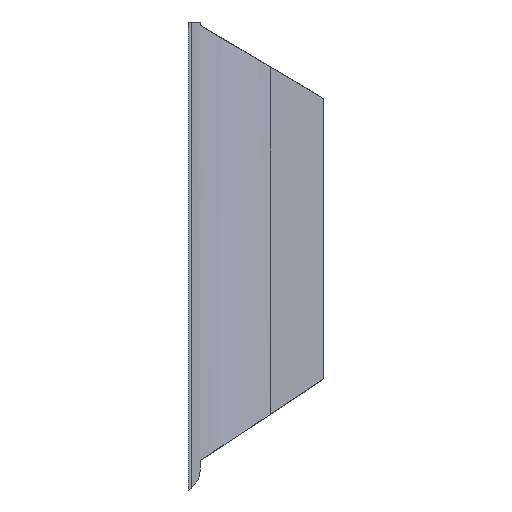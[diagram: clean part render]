
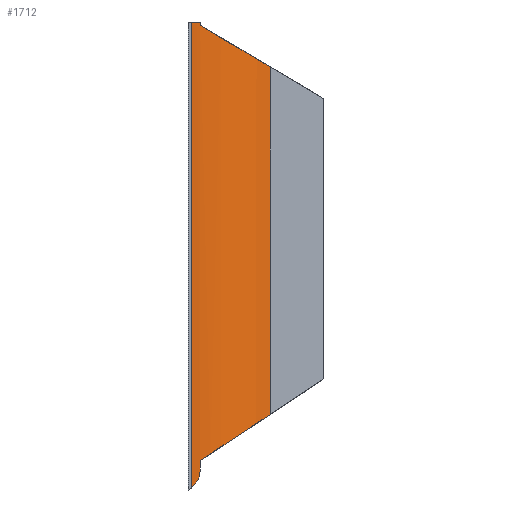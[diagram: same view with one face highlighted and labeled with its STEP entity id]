
A CAD part, left-side view. The second image highlights one B-rep face of the part: STEP entity #1712.
In plain terms, the highlighted cylindrical face has radius 10 mm (diameter 20 mm), a partial arc.
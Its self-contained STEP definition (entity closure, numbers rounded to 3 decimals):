
#26 = VERTEX_POINT ( 'NONE', #469 ) ;
#45 = CARTESIAN_POINT ( 'NONE',  ( -84.949, -40.804, 0.992 ) ) ;
#65 = DIRECTION ( 'NONE',  ( -1., 0., 0. ) ) ;
#84 = DIRECTION ( 'NONE',  ( 0., 0., -1. ) ) ;
#92 = VERTEX_POINT ( 'NONE', #356 ) ;
#141 = CARTESIAN_POINT ( 'NONE',  ( -87.845, -34.546, -34.154 ) ) ;
#156 =( BOUNDED_CURVE ( )  B_SPLINE_CURVE ( 3, ( #1518, #1834, #867, #1576 ),
 .UNSPECIFIED., .F., .F. ) 
 B_SPLINE_CURVE_WITH_KNOTS ( ( 4, 4 ),
 ( 4.794, 5.498 ),
 .UNSPECIFIED. ) 
 CURVE ( )  GEOMETRIC_REPRESENTATION_ITEM ( )  RATIONAL_B_SPLINE_CURVE ( ( 1., 0.959, 0.959, 1. ) ) 
 REPRESENTATION_ITEM ( '' )  );
#224 = EDGE_CURVE ( 'NONE', #2092, #424, #575, .T. ) ;
#242 = CARTESIAN_POINT ( 'NONE',  ( -87.852, -34.471, -35.625 ) ) ;
#254 = CARTESIAN_POINT ( 'NONE',  ( -87.878, -33.733, -36.61 ) ) ;
#285 = CARTESIAN_POINT ( 'NONE',  ( -87.875, -33.973, -36.41 ) ) ;
#330 = CARTESIAN_POINT ( 'NONE',  ( -87.845, -34.546, -35. ) ) ;
#334 = EDGE_CURVE ( 'NONE', #424, #674, #156, .T. ) ;
#338 = DIRECTION ( 'NONE',  ( 0., 0., -1. ) ) ;
#356 = CARTESIAN_POINT ( 'NONE',  ( -87.845, -34.546, -34.154 ) ) ;
#360 = VERTEX_POINT ( 'NONE', #254 ) ;
#424 = VERTEX_POINT ( 'NONE', #953 ) ;
#457 = ORIENTED_EDGE ( 'NONE', *, *, #1577, .F. ) ;
#469 = CARTESIAN_POINT ( 'NONE',  ( -84.949, -40.804, -30.021 ) ) ;
#568 = ORIENTED_EDGE ( 'NONE', *, *, #1107, .F. ) ;
#575 = LINE ( 'NONE', #1278, #1963 ) ;
#588 = EDGE_CURVE ( 'NONE', #92, #1092, #1425, .T. ) ;
#592 = EDGE_CURVE ( 'NONE', #2206, #2092, #1883, .T. ) ;
#621 = CARTESIAN_POINT ( 'NONE',  ( -87.864, -34.261, -36.041 ) ) ;
#674 = VERTEX_POINT ( 'NONE', #45 ) ;
#681 = CARTESIAN_POINT ( 'NONE',  ( -84.949, -40.804, -30.021 ) ) ;
#695 = CARTESIAN_POINT ( 'NONE',  ( -84.949, -40.804, 163.809 ) ) ;
#745 = DIRECTION ( 'NONE',  ( 0., 0., 1. ) ) ;
#776 = CARTESIAN_POINT ( 'NONE',  ( -87.878, -33.86, -36.516 ) ) ;
#802 = CYLINDRICAL_SURFACE ( 'NONE', #1127, 10. ) ;
#828 = CARTESIAN_POINT ( 'NONE',  ( -87.845, -34.546, -35. ) ) ;
#857 =( BOUNDED_CURVE ( )  B_SPLINE_CURVE ( 3, ( #681, #1226, #868, #141 ),
 .UNSPECIFIED., .F., .F. ) 
 B_SPLINE_CURVE_WITH_KNOTS ( ( 4, 4 ),
 ( 3.927, 4.631 ),
 .UNSPECIFIED. ) 
 CURVE ( )  GEOMETRIC_REPRESENTATION_ITEM ( )  RATIONAL_B_SPLINE_CURVE ( ( 1., 0.959, 0.959, 1. ) ) 
 REPRESENTATION_ITEM ( '' )  );
#867 = CARTESIAN_POINT ( 'NONE',  ( -86.643, -39.109, 1.996 ) ) ;
#868 = CARTESIAN_POINT ( 'NONE',  ( -87.65, -36.935, -32.577 ) ) ;
#878 = CARTESIAN_POINT ( 'NONE',  ( -87.845, -34.546, -34.154 ) ) ;
#953 = CARTESIAN_POINT ( 'NONE',  ( -87.845, -34.546, 4.701 ) ) ;
#958 = DIRECTION ( 'NONE',  ( 0., 0., -1. ) ) ;
#1018 = CARTESIAN_POINT ( 'NONE',  ( -87.845, -34.546, 5. ) ) ;
#1037 = CARTESIAN_POINT ( 'NONE',  ( -77.878, -33.733, 5. ) ) ;
#1049 = CARTESIAN_POINT ( 'NONE',  ( -87.878, -33.733, 163.809 ) ) ;
#1092 = VERTEX_POINT ( 'NONE', #330 ) ;
#1107 = EDGE_CURVE ( 'NONE', #26, #92, #857, .T. ) ;
#1127 = AXIS2_PLACEMENT_3D ( 'NONE', #2157, #958, #65 ) ;
#1202 = EDGE_CURVE ( 'NONE', #360, #1092, #1956, .T. ) ;
#1226 = CARTESIAN_POINT ( 'NONE',  ( -86.643, -39.109, -31.14 ) ) ;
#1241 = VECTOR ( 'NONE', #338, 1000. ) ;
#1244 = DIRECTION ( 'NONE',  ( 1., 0., 0. ) ) ;
#1278 = CARTESIAN_POINT ( 'NONE',  ( -87.845, -34.546, 5. ) ) ;
#1425 = LINE ( 'NONE', #878, #1241 ) ;
#1426 = ORIENTED_EDGE ( 'NONE', *, *, #592, .F. ) ;
#1494 = VECTOR ( 'NONE', #745, 1000. ) ;
#1508 = CARTESIAN_POINT ( 'NONE',  ( -87.878, -33.733, -36.61 ) ) ;
#1518 = CARTESIAN_POINT ( 'NONE',  ( -87.845, -34.546, 4.701 ) ) ;
#1541 = DIRECTION ( 'NONE',  ( 0., 0., -1. ) ) ;
#1576 = CARTESIAN_POINT ( 'NONE',  ( -84.949, -40.804, 0.992 ) ) ;
#1577 = EDGE_CURVE ( 'NONE', #360, #2206, #1951, .T. ) ;
#1637 = VECTOR ( 'NONE', #1541, 1000. ) ;
#1712 = ADVANCED_FACE ( 'NONE', ( #2172 ), #802, .T. ) ;
#1799 = ORIENTED_EDGE ( 'NONE', *, *, #1202, .T. ) ;
#1834 = CARTESIAN_POINT ( 'NONE',  ( -87.65, -36.935, 3.285 ) ) ;
#1883 = CIRCLE ( 'NONE', #2263, 10. ) ;
#1892 = ORIENTED_EDGE ( 'NONE', *, *, #588, .F. ) ;
#1951 = LINE ( 'NONE', #1049, #1494 ) ;
#1956 = B_SPLINE_CURVE_WITH_KNOTS ( 'NONE', 3,
 ( #1508, #776, #285, #2016, #621, #242, #2162, #828 ),
 .UNSPECIFIED., .F., .F.,
 ( 4, 2, 2, 4 ),
 ( 0., 0., 0.001, 0.002 ),
 .UNSPECIFIED. ) ;
#1961 = ORIENTED_EDGE ( 'NONE', *, *, #2144, .F. ) ;
#1963 = VECTOR ( 'NONE', #84, 1000. ) ;
#2016 = CARTESIAN_POINT ( 'NONE',  ( -87.869, -34.173, -36.173 ) ) ;
#2092 = VERTEX_POINT ( 'NONE', #1018 ) ;
#2144 = EDGE_CURVE ( 'NONE', #674, #26, #2259, .T. ) ;
#2151 = CARTESIAN_POINT ( 'NONE',  ( -87.878, -33.733, 5. ) ) ;
#2157 = CARTESIAN_POINT ( 'NONE',  ( -77.878, -33.733, 163.809 ) ) ;
#2162 = CARTESIAN_POINT ( 'NONE',  ( -87.845, -34.546, -35.315 ) ) ;
#2172 = FACE_OUTER_BOUND ( 'NONE', #2251, .T. ) ;
#2206 = VERTEX_POINT ( 'NONE', #2151 ) ;
#2223 = ORIENTED_EDGE ( 'NONE', *, *, #224, .F. ) ;
#2251 = EDGE_LOOP ( 'NONE', ( #457, #1799, #1892, #568, #1961, #2269, #2223, #1426 ) ) ;
#2259 = LINE ( 'NONE', #695, #1637 ) ;
#2263 = AXIS2_PLACEMENT_3D ( 'NONE', #1037, #2271, #1244 ) ;
#2269 = ORIENTED_EDGE ( 'NONE', *, *, #334, .F. ) ;
#2271 = DIRECTION ( 'NONE',  ( 0., 0., 1. ) ) ;
